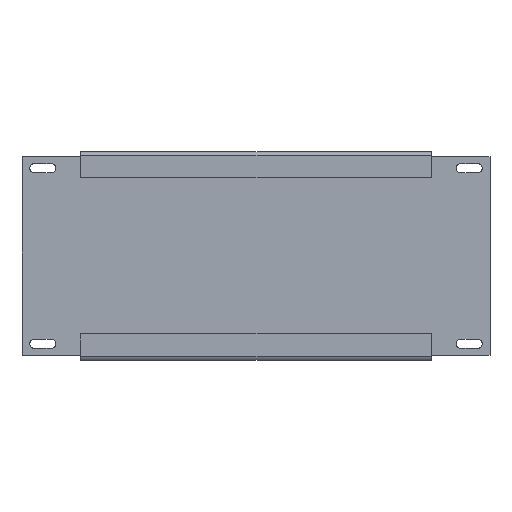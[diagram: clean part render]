
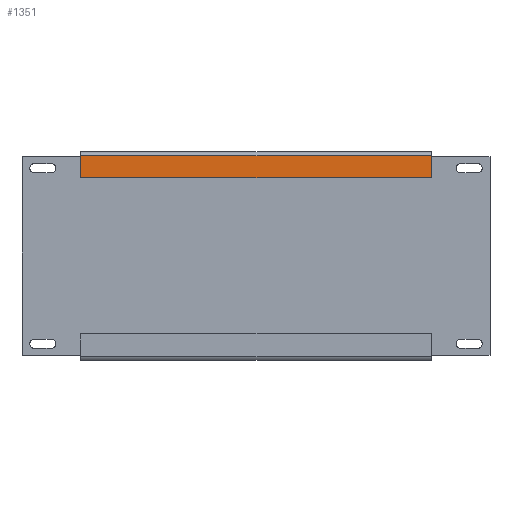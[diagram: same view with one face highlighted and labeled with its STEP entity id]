
A CAD part, top view. The second image highlights one B-rep face of the part: STEP entity #1351.
In plain terms, the highlighted planar face has unit normal (0, 0, 1).
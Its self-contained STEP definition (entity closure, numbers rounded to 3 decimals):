
#32 = VERTEX_POINT ( 'NONE', #227 ) ;
#53 = ORIENTED_EDGE ( 'NONE', *, *, #1409, .F. ) ;
#99 = VERTEX_POINT ( 'NONE', #1171 ) ;
#227 = CARTESIAN_POINT ( 'NONE',  ( 315., 136.5, 18. ) ) ;
#289 = PLANE ( 'NONE',  #1605 ) ;
#315 = LINE ( 'NONE', #1169, #994 ) ;
#336 = ORIENTED_EDGE ( 'NONE', *, *, #1282, .T. ) ;
#372 = EDGE_CURVE ( 'NONE', #32, #1420, #315, .T. ) ;
#402 = VECTOR ( 'NONE', #1625, 1000. ) ;
#548 = CARTESIAN_POINT ( 'NONE',  ( 315., 136.5, 18. ) ) ;
#569 = VECTOR ( 'NONE', #1815, 1000. ) ;
#605 = CARTESIAN_POINT ( 'NONE',  ( 45., 154.5, 18. ) ) ;
#740 = LINE ( 'NONE', #1154, #402 ) ;
#748 = FACE_OUTER_BOUND ( 'NONE', #1269, .T. ) ;
#994 = VECTOR ( 'NONE', #1904, 1000. ) ;
#998 = DIRECTION ( 'NONE',  ( 0., -1., 0. ) ) ;
#1007 = LINE ( 'NONE', #548, #1260 ) ;
#1054 = CARTESIAN_POINT ( 'NONE',  ( 0., 0., 18. ) ) ;
#1072 = ORIENTED_EDGE ( 'NONE', *, *, #1197, .F. ) ;
#1154 = CARTESIAN_POINT ( 'NONE',  ( 0., 153.5, 18. ) ) ;
#1169 = CARTESIAN_POINT ( 'NONE',  ( 45., 136.5, 18. ) ) ;
#1171 = CARTESIAN_POINT ( 'NONE',  ( 45., 153.5, 18. ) ) ;
#1197 = EDGE_CURVE ( 'NONE', #1329, #32, #1007, .T. ) ;
#1209 = CARTESIAN_POINT ( 'NONE',  ( 315., 153.5, 18. ) ) ;
#1260 = VECTOR ( 'NONE', #998, 1000. ) ;
#1269 = EDGE_LOOP ( 'NONE', ( #1072, #336, #53, #1824 ) ) ;
#1282 = EDGE_CURVE ( 'NONE', #1329, #99, #740, .T. ) ;
#1329 = VERTEX_POINT ( 'NONE', #1209 ) ;
#1351 = ADVANCED_FACE ( 'NONE', ( #748 ), #289, .T. ) ;
#1363 = CARTESIAN_POINT ( 'NONE',  ( 45., 136.5, 18. ) ) ;
#1409 = EDGE_CURVE ( 'NONE', #1420, #99, #1500, .T. ) ;
#1420 = VERTEX_POINT ( 'NONE', #1363 ) ;
#1500 = LINE ( 'NONE', #605, #569 ) ;
#1605 = AXIS2_PLACEMENT_3D ( 'NONE', #1054, #1655, #1791 ) ;
#1625 = DIRECTION ( 'NONE',  ( -1., 0., 0. ) ) ;
#1655 = DIRECTION ( 'NONE',  ( 0., 0., 1. ) ) ;
#1791 = DIRECTION ( 'NONE',  ( 0., -1., 0. ) ) ;
#1815 = DIRECTION ( 'NONE',  ( 0., 1., 0. ) ) ;
#1824 = ORIENTED_EDGE ( 'NONE', *, *, #372, .F. ) ;
#1904 = DIRECTION ( 'NONE',  ( -1., 0., 0. ) ) ;
